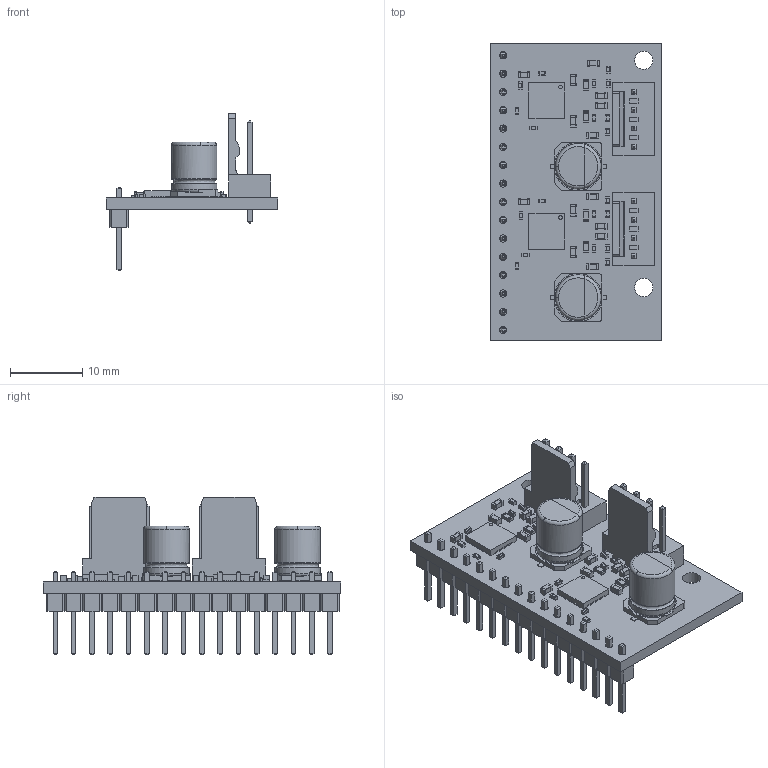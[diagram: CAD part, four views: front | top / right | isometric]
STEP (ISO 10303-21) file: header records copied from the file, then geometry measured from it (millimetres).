
FILE_DESCRIPTION(('KiCad electronic assembly'),'2;1');
FILE_NAME('Duet3_Exp_2plus.step','2021-01-29T14:24:59',('An Author'),( 'A Company'),'Open CASCADE STEP processor 6.9', 'KiCad to STEP converter','Unknown');
FILE_SCHEMA(('AUTOMOTIVE_DESIGN { 1 0 10303 214 1 1 1 1 }'));
Length unit declared in the file: millimetre
Products named in the file (20): Open CASCADE STEP translator 6.9 1; PinHeader_1x16_P2.54mm_Vertical; SOLID; CP_Elec_6.3x7.7; L_0603_1608Metric; C_0402_1005Metric; R_0402_1005Metric; C_0603_1608Metric; QFN-28-1EP_5x5mm_P0.5mm_EP3.35x3.35mm; R_0603_1608Metric; Molex_KK-254_AE-6410-04A_1x04_P2.54mm_Vertical; COMPOUND
Assembly tree (55 placements, depth 3):
  Open CASCADE STEP translator 6.9 1
    PinHeader_1x16_P2.54mm_Vertical
      SOLID
    CP_Elec_6.3x7.7  x2
      SOLID
    L_0603_1608Metric  x8
      SOLID
    C_0402_1005Metric  x18
      SOLID
    R_0402_1005Metric  x2
      SOLID
    C_0603_1608Metric  x6
      SOLID
    QFN-28-1EP_5x5mm_P0.5mm_EP3.35x3.35mm  x2
      SOLID
    R_0603_1608Metric  x4
      SOLID
    Molex_KK-254_AE-6410-04A_1x04_P2.54mm_Vertical  x2
      SOLID
    COMPOUND
Bounding box: 23.8 x 41.3 x 21.84 mm (x, y, z)
Volume: 2874.1 mm3; surface area: 5010.8 mm2
Topology: 46 solids, 46 shells, 2184 faces, 5684 edges, 3710 vertices
Faces by surface type: plane 1600, cylinder 570, torus 8, bspline 4, revolution 2
Full cylindrical faces by diameter (mm): 0.4 x32, 0.5 x2, 1 x16, 1.2 x8, 2.54 x2, 6.3 x4
Entity records: 66976 total; most frequent: CARTESIAN_POINT 11574, DIRECTION 9217, LINE 6570, VECTOR 6570, ORIENTED_EDGE 4796, PCURVE 4796, DEFINITIONAL_REPRESENTATION 4796, EDGE_CURVE 2398
